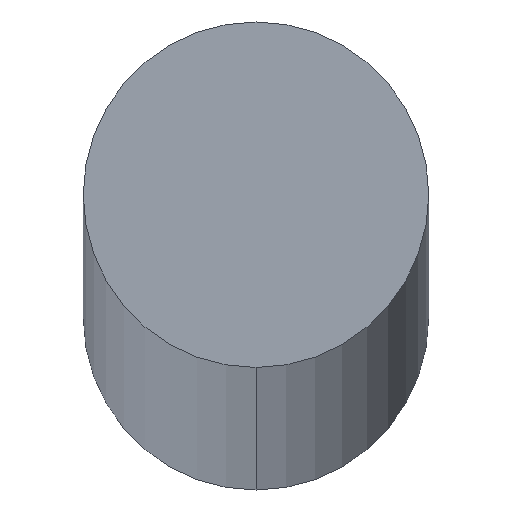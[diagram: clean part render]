
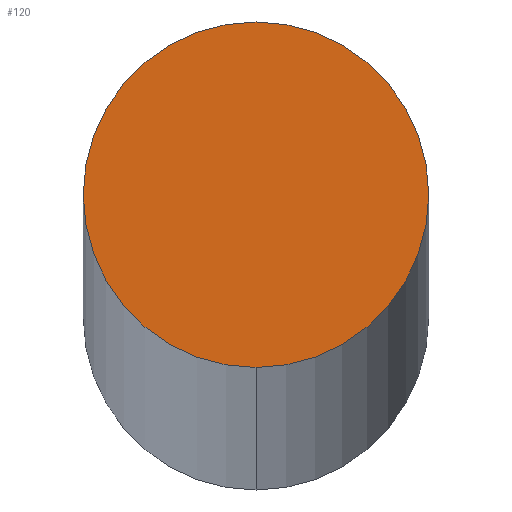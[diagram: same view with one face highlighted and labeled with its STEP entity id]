
A CAD part, top view. The second image highlights one B-rep face of the part: STEP entity #120.
In plain terms, the highlighted planar face has unit normal (0, 0, 1).
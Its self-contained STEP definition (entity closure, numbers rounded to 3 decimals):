
#8 = DIRECTION ( 'NONE',  ( 0., 0., -1. ) ) ;
#25 = AXIS2_PLACEMENT_3D ( 'NONE', #46, #8, #47 ) ;
#32 = VERTEX_POINT ( 'NONE', #129 ) ;
#40 = CIRCLE ( 'NONE', #25, 2.46 ) ;
#43 = FACE_OUTER_BOUND ( 'NONE', #72, .T. ) ;
#46 = CARTESIAN_POINT ( 'NONE',  ( 19.597, 1.234, 995. ) ) ;
#47 = DIRECTION ( 'NONE',  ( 0., 1., 0. ) ) ;
#53 = PLANE ( 'NONE',  #81 ) ;
#58 = AXIS2_PLACEMENT_3D ( 'NONE', #102, #77, #68 ) ;
#68 = DIRECTION ( 'NONE',  ( 0., 1., 0. ) ) ;
#72 = EDGE_LOOP ( 'NONE', ( #165, #89 ) ) ;
#77 = DIRECTION ( 'NONE',  ( 0., 0., -1. ) ) ;
#81 = AXIS2_PLACEMENT_3D ( 'NONE', #152, #101, #90 ) ;
#89 = ORIENTED_EDGE ( 'NONE', *, *, #95, .F. ) ;
#90 = DIRECTION ( 'NONE',  ( 0., 1., 0. ) ) ;
#95 = EDGE_CURVE ( 'NONE', #32, #155, #40, .T. ) ;
#101 = DIRECTION ( 'NONE',  ( 0., 0., -1. ) ) ;
#102 = CARTESIAN_POINT ( 'NONE',  ( 19.597, 1.234, 995. ) ) ;
#120 = ADVANCED_FACE ( 'NONE', ( #43 ), #53, .F. ) ;
#129 = CARTESIAN_POINT ( 'NONE',  ( 19.597, -1.226, 995. ) ) ;
#146 = CARTESIAN_POINT ( 'NONE',  ( 19.597, 3.694, 995. ) ) ;
#147 = EDGE_CURVE ( 'NONE', #155, #32, #167, .T. ) ;
#152 = CARTESIAN_POINT ( 'NONE',  ( 19.597, 1.234, 995. ) ) ;
#155 = VERTEX_POINT ( 'NONE', #146 ) ;
#165 = ORIENTED_EDGE ( 'NONE', *, *, #147, .F. ) ;
#167 = CIRCLE ( 'NONE', #58, 2.46 ) ;
